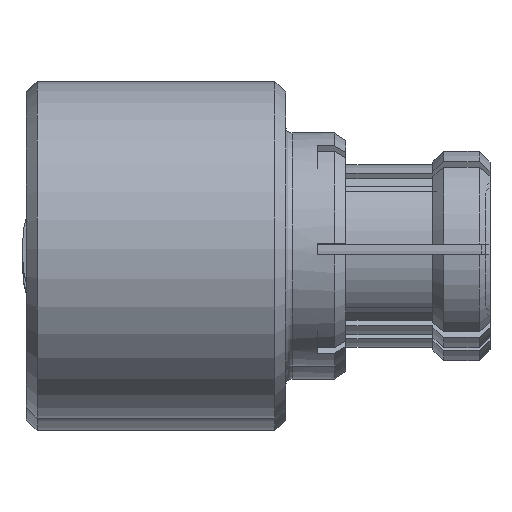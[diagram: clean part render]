
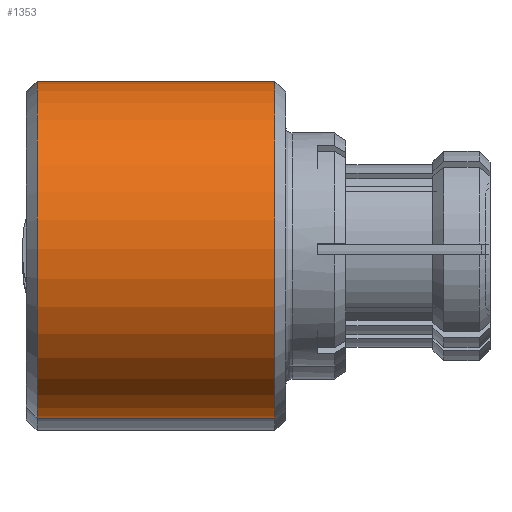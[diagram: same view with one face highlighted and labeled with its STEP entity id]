
A CAD part, top view. The second image highlights one B-rep face of the part: STEP entity #1353.
In plain terms, the highlighted cylindrical face has radius 1.981 mm (diameter 3.962 mm), a partial arc.
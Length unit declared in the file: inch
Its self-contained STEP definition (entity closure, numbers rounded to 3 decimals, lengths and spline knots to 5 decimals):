
#685 = ORIENTED_EDGE ( 'NONE', *, *, #1812, .T. ) ;
#692 = CARTESIAN_POINT ( 'NONE',  ( 0.70842, 0., 0. ) ) ;
#829 = FACE_OUTER_BOUND ( 'NONE', #2288, .T. ) ;
#1186 = EDGE_CURVE ( 'NONE', #2199, #4418, #4550, .T. ) ;
#1324 = CARTESIAN_POINT ( 'NONE',  ( 0.70842, 0., 0.078 ) ) ;
#1338 = CYLINDRICAL_SURFACE ( 'NONE', #1486, 0.078 ) ;
#1353 = ADVANCED_FACE ( 'NONE', ( #829 ), #1338, .T. ) ;
#1486 = AXIS2_PLACEMENT_3D ( 'NONE', #1858, #2322, #1794 ) ;
#1624 = VECTOR ( 'NONE', #2668, 39.37008 ) ;
#1683 = CARTESIAN_POINT ( 'NONE',  ( 0.59342, 0., -0.078 ) ) ;
#1794 = DIRECTION ( 'NONE',  ( 0., 0., -1. ) ) ;
#1812 = EDGE_CURVE ( 'NONE', #2600, #2199, #3307, .T. ) ;
#1858 = CARTESIAN_POINT ( 'NONE',  ( 0.59342, 0., 0. ) ) ;
#2199 = VERTEX_POINT ( 'NONE', #4966 ) ;
#2276 = CIRCLE ( 'NONE', #4886, 0.078 ) ;
#2288 = EDGE_LOOP ( 'NONE', ( #4568, #4338, #685, #4724 ) ) ;
#2322 = DIRECTION ( 'NONE',  ( 1., 0., 0. ) ) ;
#2521 = VECTOR ( 'NONE', #5493, 39.37008 ) ;
#2566 = DIRECTION ( 'NONE',  ( 0., 0., 1. ) ) ;
#2600 = VERTEX_POINT ( 'NONE', #5187 ) ;
#2668 = DIRECTION ( 'NONE',  ( 1., 0., 0. ) ) ;
#2696 = DIRECTION ( 'NONE',  ( 0., 0., -1. ) ) ;
#3307 = LINE ( 'NONE', #1683, #1624 ) ;
#3628 = CARTESIAN_POINT ( 'NONE',  ( 0.59842, 0., 0. ) ) ;
#4125 = LINE ( 'NONE', #4148, #2521 ) ;
#4148 = CARTESIAN_POINT ( 'NONE',  ( 0.59342, 0., 0.078 ) ) ;
#4338 = ORIENTED_EDGE ( 'NONE', *, *, #5483, .T. ) ;
#4418 = VERTEX_POINT ( 'NONE', #1324 ) ;
#4461 = EDGE_CURVE ( 'NONE', #5609, #4418, #4125, .T. ) ;
#4550 = CIRCLE ( 'NONE', #5165, 0.078 ) ;
#4558 = DIRECTION ( 'NONE',  ( 1., 0., 0. ) ) ;
#4568 = ORIENTED_EDGE ( 'NONE', *, *, #4461, .F. ) ;
#4724 = ORIENTED_EDGE ( 'NONE', *, *, #1186, .T. ) ;
#4886 = AXIS2_PLACEMENT_3D ( 'NONE', #3628, #4558, #2696 ) ;
#4966 = CARTESIAN_POINT ( 'NONE',  ( 0.70842, 0., -0.078 ) ) ;
#5056 = CARTESIAN_POINT ( 'NONE',  ( 0.59842, 0., 0.078 ) ) ;
#5165 = AXIS2_PLACEMENT_3D ( 'NONE', #692, #5361, #2566 ) ;
#5187 = CARTESIAN_POINT ( 'NONE',  ( 0.59842, 0., -0.078 ) ) ;
#5361 = DIRECTION ( 'NONE',  ( -1., 0., 0. ) ) ;
#5483 = EDGE_CURVE ( 'NONE', #5609, #2600, #2276, .T. ) ;
#5493 = DIRECTION ( 'NONE',  ( 1., 0., 0. ) ) ;
#5609 = VERTEX_POINT ( 'NONE', #5056 ) ;
